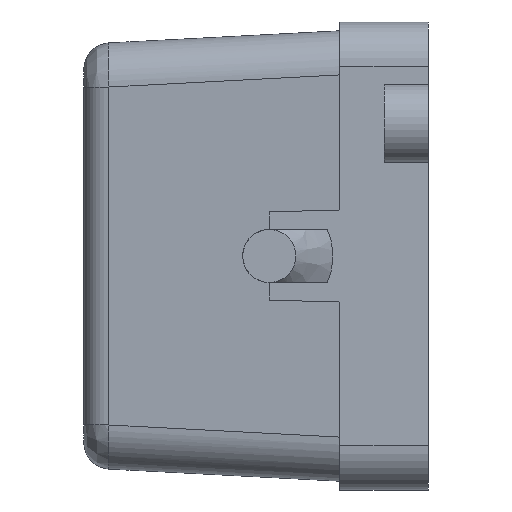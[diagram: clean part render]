
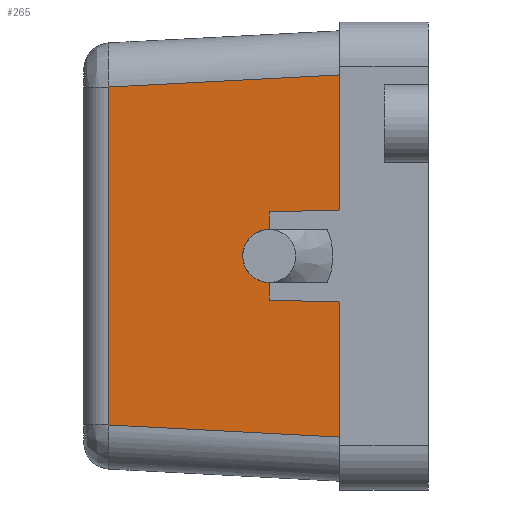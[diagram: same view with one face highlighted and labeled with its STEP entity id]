
A CAD part, left-side view. The second image highlights one B-rep face of the part: STEP entity #265.
In plain terms, the highlighted planar face has unit normal (-0.999, 0.052, 0).
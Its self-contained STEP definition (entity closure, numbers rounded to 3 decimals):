
#137=ELLIPSE('',#1496,1.502,1.5);
#189=FACE_OUTER_BOUND('',#398,.T.);
#265=ADVANCED_FACE('104',(#189),#339,.T.);
#339=PLANE('',#1526);
#398=EDGE_LOOP('',(#849,#850,#851,#852,#853,#854,#855,#856,#857,#858));
#489=LINE('',#2090,#613);
#491=LINE('',#2094,#615);
#495=LINE('',#2106,#619);
#520=LINE('',#2198,#644);
#525=LINE('',#2212,#649);
#527=LINE('',#2216,#651);
#528=LINE('',#2218,#652);
#529=LINE('',#2220,#653);
#530=LINE('',#2222,#654);
#613=VECTOR('',#1672,1.);
#615=VECTOR('',#1676,1.);
#619=VECTOR('',#1686,1.);
#644=VECTOR('',#1743,1.);
#649=VECTOR('',#1760,1.);
#651=VECTOR('',#1764,1.);
#652=VECTOR('',#1767,1.);
#653=VECTOR('',#1768,1.);
#654=VECTOR('',#1769,1.);
#849=ORIENTED_EDGE('',*,*,#1332,.F.);
#850=ORIENTED_EDGE('',*,*,#1330,.F.);
#851=ORIENTED_EDGE('',*,*,#1323,.F.);
#852=ORIENTED_EDGE('',*,*,#1333,.F.);
#853=ORIENTED_EDGE('',*,*,#1334,.F.);
#854=ORIENTED_EDGE('',*,*,#1335,.T.);
#855=ORIENTED_EDGE('',*,*,#1288,.F.);
#856=ORIENTED_EDGE('',*,*,#1282,.T.);
#857=ORIENTED_EDGE('',*,*,#1280,.F.);
#858=ORIENTED_EDGE('',*,*,#1278,.F.);
#1145=VERTEX_POINT('',#2085);
#1146=VERTEX_POINT('',#2087);
#1147=VERTEX_POINT('',#2091);
#1148=VERTEX_POINT('',#2095);
#1153=VERTEX_POINT('',#2107);
#1176=VERTEX_POINT('',#2197);
#1177=VERTEX_POINT('',#2199);
#1180=VERTEX_POINT('',#2213);
#1181=VERTEX_POINT('',#2219);
#1182=VERTEX_POINT('',#2221);
#1278=EDGE_CURVE('1164',#1145,#1146,#137,.T.);
#1280=EDGE_CURVE('1166',#1146,#1147,#489,.T.);
#1282=EDGE_CURVE('1151',#1148,#1147,#491,.T.);
#1288=EDGE_CURVE('1153',#1148,#1153,#495,.T.);
#1323=EDGE_CURVE('1152',#1176,#1177,#520,.T.);
#1330=EDGE_CURVE('1150',#1177,#1180,#525,.T.);
#1332=EDGE_CURVE('1165',#1180,#1145,#527,.T.);
#1333=EDGE_CURVE('1087',#1181,#1176,#528,.T.);
#1334=EDGE_CURVE('1072',#1182,#1181,#529,.T.);
#1335=EDGE_CURVE('1090',#1182,#1153,#530,.T.);
#1496=AXIS2_PLACEMENT_3D('',#2086,#1667,#1668);
#1526=AXIS2_PLACEMENT_3D('',#2223,#1770,#1771);
#1667=DIRECTION('',(-0.999,0.052,0.));
#1668=DIRECTION('',(-0.052,-0.999,0.));
#1672=DIRECTION('',(0.,0.,-1.));
#1676=DIRECTION('',(0.052,0.998,0.026));
#1686=DIRECTION('',(0.,0.,-1.));
#1743=DIRECTION('',(0.,0.,-1.));
#1760=DIRECTION('',(0.052,0.998,-0.026));
#1764=DIRECTION('',(0.,0.,-1.));
#1767=DIRECTION('',(-0.052,-0.997,0.052));
#1768=DIRECTION('',(0.,0.,1.));
#1769=DIRECTION('',(-0.052,-0.997,-0.052));
#1770=DIRECTION('',(-0.999,0.052,0.));
#1771=DIRECTION('',(0.,0.,1.));
#2085=CARTESIAN_POINT('',(-12.49,9.,1.5));
#2086=CARTESIAN_POINT('',(-12.49,9.,0.));
#2087=CARTESIAN_POINT('',(-12.49,9.,-1.5));
#2090=CARTESIAN_POINT('',(-12.49,9.,-1.5));
#2091=CARTESIAN_POINT('',(-12.49,9.,-2.5));
#2094=CARTESIAN_POINT('',(-12.7,5.,-2.605));
#2095=CARTESIAN_POINT('',(-12.7,5.,-2.605));
#2106=CARTESIAN_POINT('',(-12.7,5.,-2.605));
#2107=CARTESIAN_POINT('',(-12.7,5.,-10.253));
#2197=CARTESIAN_POINT('',(-12.7,5.,10.253));
#2198=CARTESIAN_POINT('',(-12.7,5.,10.253));
#2199=CARTESIAN_POINT('',(-12.7,5.,2.605));
#2212=CARTESIAN_POINT('',(-12.7,5.,2.605));
#2213=CARTESIAN_POINT('',(-12.49,9.,2.5));
#2216=CARTESIAN_POINT('',(-12.49,9.,2.5));
#2218=CARTESIAN_POINT('',(-12.015,18.079,9.568));
#2219=CARTESIAN_POINT('',(-12.015,18.079,9.568));
#2220=CARTESIAN_POINT('',(-12.015,18.079,-9.568));
#2221=CARTESIAN_POINT('',(-12.015,18.079,-9.568));
#2222=CARTESIAN_POINT('',(-12.015,18.079,-9.568));
#2223=CARTESIAN_POINT('',(-12.7,5.,-14.259));
